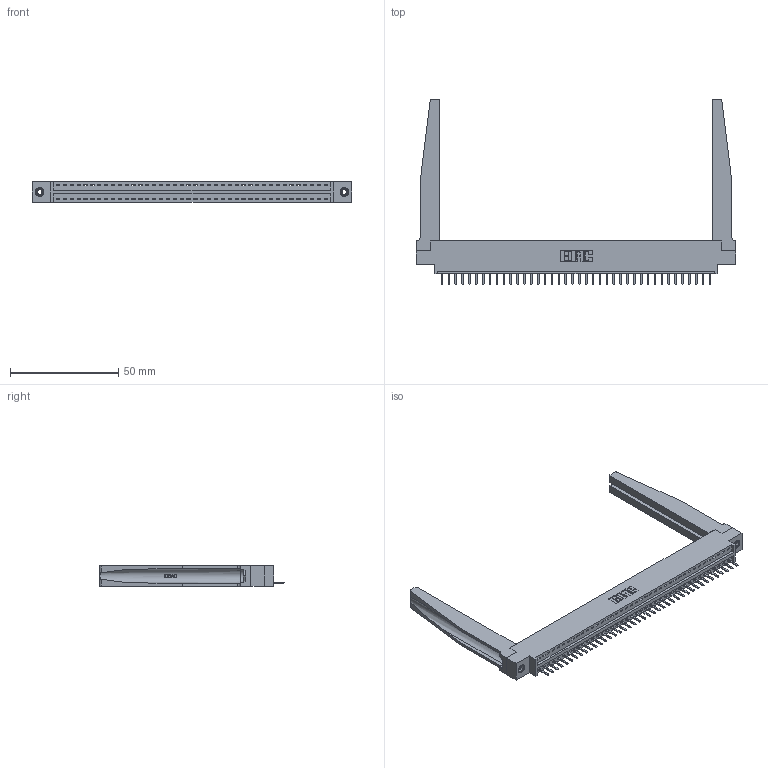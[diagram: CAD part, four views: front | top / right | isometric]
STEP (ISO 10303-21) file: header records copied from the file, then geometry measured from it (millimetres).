
FILE_DESCRIPTION (( 'STEP AP203' ), '1' );
FILE_NAME ('346-040-520-678.STEP', '2022-05-07T08:50:10', ( '' ), ( '' ), 'SwSTEP 2.0', 'SolidWorks 2020', '' );
FILE_SCHEMA (( 'CONFIG_CONTROL_DESIGN' ));
Length unit declared in the file: inch
Products named in the file (5): 345-292-001_345-293-120; 346 Part_0.170 Offset - 0.156 Dia-TH; 346-040-520-678; 346-220-078_345-220-078; 345-250-001_345-250-001-102
Assembly tree (45 placements, depth 2):
  346-040-520-678
    346 Part_0.170 Offset - 0.156 Dia-TH
    345-292-001_345-293-120  x40
    346-220-078_345-220-078  x2
    345-250-001_345-250-001-102  x2
Bounding box: 147.57 x 85.29 x 9.4 mm (x, y, z)
Volume: 20733.4 mm3; surface area: 23605.9 mm2
Topology: 45 solids, 45 shells, 2854 faces, 8345 edges, 5446 vertices
Faces by surface type: plane 1916, cylinder 886, bspline 36, cone 12, torus 4
Entity records: 30504 total; most frequent: CARTESIAN_POINT 6157, ORIENTED_EDGE 5006, DIRECTION 4405, EDGE_CURVE 2503, VECTOR 2113, LINE 2113, VERTEX_POINT 1660, AXIS2_PLACEMENT_3D 1146
